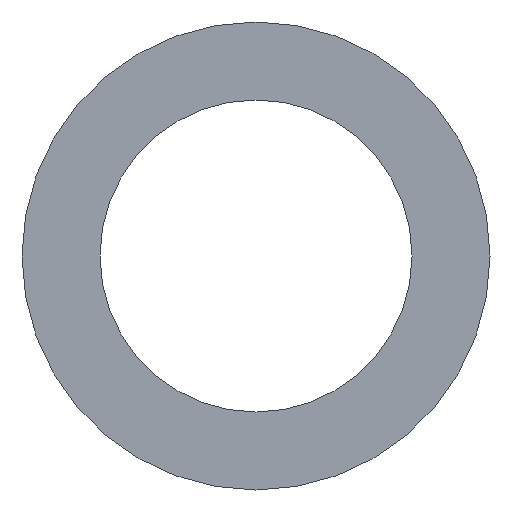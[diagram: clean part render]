
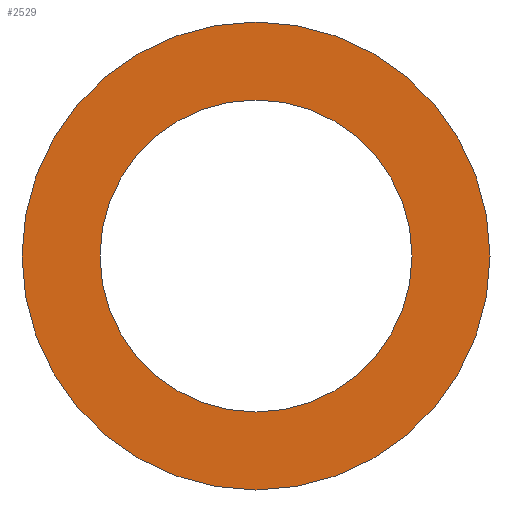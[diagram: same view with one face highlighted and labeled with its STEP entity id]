
A CAD part, left-side view. The second image highlights one B-rep face of the part: STEP entity #2529.
In plain terms, the highlighted planar face has unit normal (-1, 0, 0).
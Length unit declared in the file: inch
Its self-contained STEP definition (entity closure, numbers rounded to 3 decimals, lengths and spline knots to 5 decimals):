
#69 = DIRECTION ( 'NONE',  ( 0., 0., 1. ) ) ;
#200 = CARTESIAN_POINT ( 'NONE',  ( 0., 0., 0. ) ) ;
#223 = DIRECTION ( 'NONE',  ( 0., 0., 1. ) ) ;
#310 = EDGE_LOOP ( 'NONE', ( #4771, #4378 ) ) ;
#488 = CIRCLE ( 'NONE', #1889, 0.75 ) ;
#495 = VERTEX_POINT ( 'NONE', #1622 ) ;
#648 = CARTESIAN_POINT ( 'NONE',  ( 0., 0.75, 0. ) ) ;
#708 = DIRECTION ( 'NONE',  ( 0., 0., -1. ) ) ;
#916 = AXIS2_PLACEMENT_3D ( 'NONE', #5127, #2097, #4263 ) ;
#946 = DIRECTION ( 'NONE',  ( -1., 0., 0. ) ) ;
#1331 = CARTESIAN_POINT ( 'NONE',  ( 0., 0., 0. ) ) ;
#1438 = AXIS2_PLACEMENT_3D ( 'NONE', #5382, #3302, #3648 ) ;
#1440 = EDGE_CURVE ( 'NONE', #2375, #495, #3761, .T. ) ;
#1620 = CIRCLE ( 'NONE', #916, 0.75 ) ;
#1622 = CARTESIAN_POINT ( 'NONE',  ( 0., 0., -1.125 ) ) ;
#1889 = AXIS2_PLACEMENT_3D ( 'NONE', #200, #3079, #223 ) ;
#1894 = VERTEX_POINT ( 'NONE', #2192 ) ;
#1961 = EDGE_CURVE ( 'NONE', #1894, #5356, #1620, .T. ) ;
#1975 = EDGE_LOOP ( 'NONE', ( #2008, #2274 ) ) ;
#2008 = ORIENTED_EDGE ( 'NONE', *, *, #3396, .F. ) ;
#2097 = DIRECTION ( 'NONE',  ( -1., 0., 0. ) ) ;
#2192 = CARTESIAN_POINT ( 'NONE',  ( 0., 0., -0.75 ) ) ;
#2274 = ORIENTED_EDGE ( 'NONE', *, *, #1961, .F. ) ;
#2346 = FACE_BOUND ( 'NONE', #1975, .T. ) ;
#2375 = VERTEX_POINT ( 'NONE', #4355 ) ;
#2529 = ADVANCED_FACE ( 'NONE', ( #2346, #4027 ), #3638, .F. ) ;
#3079 = DIRECTION ( 'NONE',  ( -1., 0., 0. ) ) ;
#3302 = DIRECTION ( 'NONE',  ( -1., 0., 0. ) ) ;
#3396 = EDGE_CURVE ( 'NONE', #5356, #1894, #488, .T. ) ;
#3638 = PLANE ( 'NONE',  #5274 ) ;
#3648 = DIRECTION ( 'NONE',  ( 0., 0., 1. ) ) ;
#3761 = CIRCLE ( 'NONE', #4558, 1.125 ) ;
#4027 = FACE_OUTER_BOUND ( 'NONE', #310, .T. ) ;
#4263 = DIRECTION ( 'NONE',  ( 0., 0., 1. ) ) ;
#4355 = CARTESIAN_POINT ( 'NONE',  ( 0., 0., 1.125 ) ) ;
#4378 = ORIENTED_EDGE ( 'NONE', *, *, #5309, .T. ) ;
#4423 = CIRCLE ( 'NONE', #1438, 1.125 ) ;
#4475 = DIRECTION ( 'NONE',  ( 1., 0., 0. ) ) ;
#4558 = AXIS2_PLACEMENT_3D ( 'NONE', #1331, #946, #69 ) ;
#4596 = CARTESIAN_POINT ( 'NONE',  ( 0., 0., 0.75 ) ) ;
#4771 = ORIENTED_EDGE ( 'NONE', *, *, #1440, .T. ) ;
#5127 = CARTESIAN_POINT ( 'NONE',  ( 0., 0., 0. ) ) ;
#5274 = AXIS2_PLACEMENT_3D ( 'NONE', #648, #4475, #708 ) ;
#5309 = EDGE_CURVE ( 'NONE', #495, #2375, #4423, .T. ) ;
#5356 = VERTEX_POINT ( 'NONE', #4596 ) ;
#5382 = CARTESIAN_POINT ( 'NONE',  ( 0., 0., 0. ) ) ;
